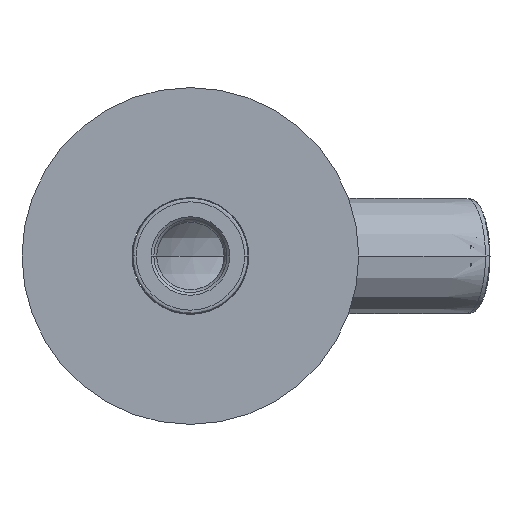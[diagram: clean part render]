
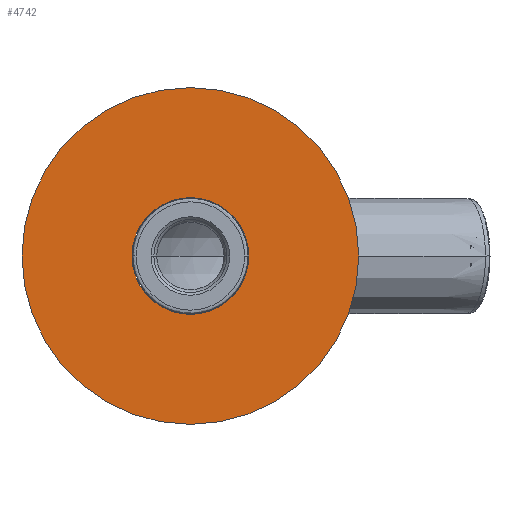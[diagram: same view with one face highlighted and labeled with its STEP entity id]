
A CAD part, left-side view. The second image highlights one B-rep face of the part: STEP entity #4742.
In plain terms, the highlighted planar face has unit normal (-1, 0, 0).
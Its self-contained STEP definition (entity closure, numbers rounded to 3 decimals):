
#4629=CARTESIAN_POINT('',(0.,0.,0.));
#4630=DIRECTION('',(-1.,0.,0.));
#4631=DIRECTION('',(0.,0.,1.));
#4632=AXIS2_PLACEMENT_3D('',#4629,#4630,#4631);
#4634=CARTESIAN_POINT('',(0.,0.,0.));
#4635=DIRECTION('',(-1.,0.,0.));
#4636=DIRECTION('',(0.,0.,-1.));
#4637=AXIS2_PLACEMENT_3D('',#4634,#4635,#4636);
#4639=CARTESIAN_POINT('',(0.,0.,0.));
#4640=DIRECTION('',(1.,0.,0.));
#4641=DIRECTION('',(0.,0.,1.));
#4642=AXIS2_PLACEMENT_3D('',#4639,#4640,#4641);
#4644=CARTESIAN_POINT('',(0.,0.,0.));
#4645=DIRECTION('',(1.,0.,0.));
#4646=DIRECTION('',(0.,0.,-1.));
#4647=AXIS2_PLACEMENT_3D('',#4644,#4645,#4646);
#4705=CARTESIAN_POINT('',(0.,0.,30.));
#4706=CARTESIAN_POINT('',(0.,0.,-30.));
#4707=VERTEX_POINT('',#4705);
#4708=VERTEX_POINT('',#4706);
#4709=CARTESIAN_POINT('',(0.,0.,10.4));
#4710=CARTESIAN_POINT('',(0.,0.,-10.4));
#4711=VERTEX_POINT('',#4709);
#4712=VERTEX_POINT('',#4710);
#4725=CARTESIAN_POINT('',(0.,0.,0.));
#4726=DIRECTION('',(-1.,0.,0.));
#4727=DIRECTION('',(0.,0.,1.));
#4728=AXIS2_PLACEMENT_3D('',#4725,#4726,#4727);
#4729=PLANE('',#4728);
#4731=ORIENTED_EDGE('',*,*,#4730,.F.);
#4733=ORIENTED_EDGE('',*,*,#4732,.F.);
#4734=EDGE_LOOP('',(#4731,#4733));
#4735=FACE_OUTER_BOUND('',#4734,.F.);
#4737=ORIENTED_EDGE('',*,*,#4736,.F.);
#4739=ORIENTED_EDGE('',*,*,#4738,.F.);
#4740=EDGE_LOOP('',(#4737,#4739));
#4741=FACE_BOUND('',#4740,.F.);
#4742=ADVANCED_FACE('',(#4735,#4741),#4729,.T.);
#4633=CIRCLE('',#4632,30.);
#4638=CIRCLE('',#4637,30.);
#4643=CIRCLE('',#4642,10.4);
#4648=CIRCLE('',#4647,10.4);
#4730=EDGE_CURVE('',#4707,#4708,#4633,.T.);
#4732=EDGE_CURVE('',#4708,#4707,#4638,.T.);
#4736=EDGE_CURVE('',#4711,#4712,#4643,.T.);
#4738=EDGE_CURVE('',#4712,#4711,#4648,.T.);
